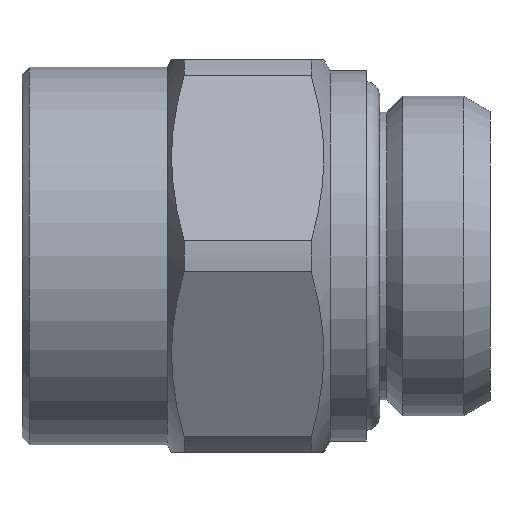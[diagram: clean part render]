
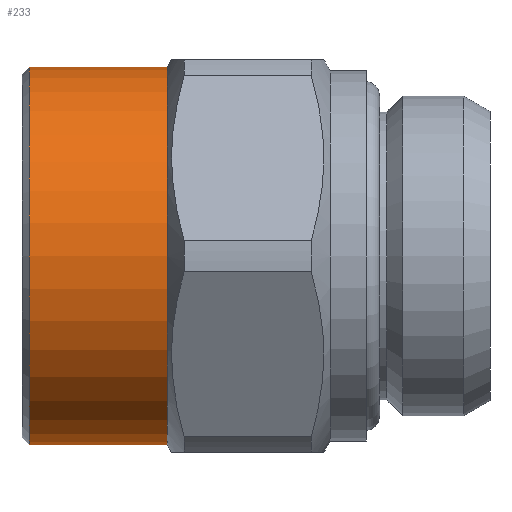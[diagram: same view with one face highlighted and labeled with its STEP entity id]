
A CAD part, left-side view. The second image highlights one B-rep face of the part: STEP entity #233.
In plain terms, the highlighted cylindrical face has radius 13 mm (diameter 26 mm), a full revolution.
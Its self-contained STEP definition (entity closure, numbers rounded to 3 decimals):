
#233 = ADVANCED_FACE( 'NONE', ( #628, #629 ), #630, .T. );
#628 = FACE_OUTER_BOUND( '', #1329, .T. );
#629 = FACE_OUTER_BOUND( '', #1330, .T. );
#630 = CYLINDRICAL_SURFACE( '', #1331, 13. );
#1329 = EDGE_LOOP( '', ( #3988 ) );
#1330 = EDGE_LOOP( '', ( #3989 ) );
#1331 = AXIS2_PLACEMENT_3D( '', #3990, #3991, #3992 );
#3988 = ORIENTED_EDGE( '', *, *, #5349, .F. );
#3989 = ORIENTED_EDGE( '', *, *, #5356, .T. );
#3990 = CARTESIAN_POINT( '', ( 0., 0., 0. ) );
#3991 = DIRECTION( '', ( 0., 1., 0. ) );
#3992 = DIRECTION( '', ( 0., 0., -1. ) );
#5349 = EDGE_CURVE( 'NONE', #6039, #6039, #6040, .T. );
#5356 = EDGE_CURVE( 'NONE', #6051, #6051, #6052, .T. );
#6039 = VERTEX_POINT( '', #7336 );
#6040 = CIRCLE( '', #7337, 13. );
#6051 = VERTEX_POINT( '', #7362 );
#6052 = CIRCLE( '', #7363, 13. );
#7336 = CARTESIAN_POINT( '', ( 0., 22.2, -13. ) );
#7337 = AXIS2_PLACEMENT_3D( '', #10200, #10201, #10202 );
#7362 = CARTESIAN_POINT( '', ( 0., 31.7, -13. ) );
#7363 = AXIS2_PLACEMENT_3D( '', #10205, #10206, #10207 );
#10200 = CARTESIAN_POINT( '', ( 0., 22.2, 0. ) );
#10201 = DIRECTION( '', ( 0., -1., 0. ) );
#10202 = DIRECTION( '', ( 0., 0., -1. ) );
#10205 = CARTESIAN_POINT( '', ( 0., 31.7, 0. ) );
#10206 = DIRECTION( '', ( 0., -1., 0. ) );
#10207 = DIRECTION( '', ( 0., 0., -1. ) );
